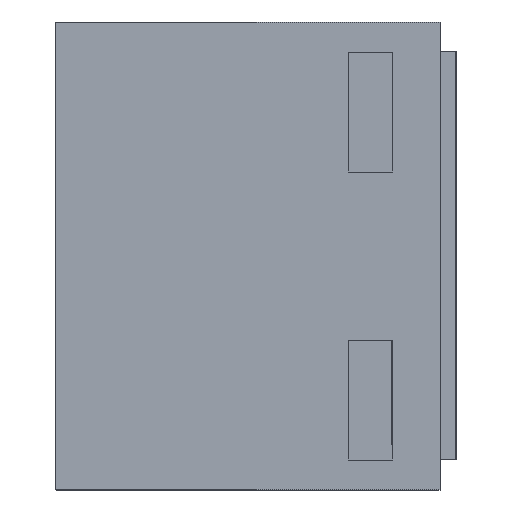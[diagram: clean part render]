
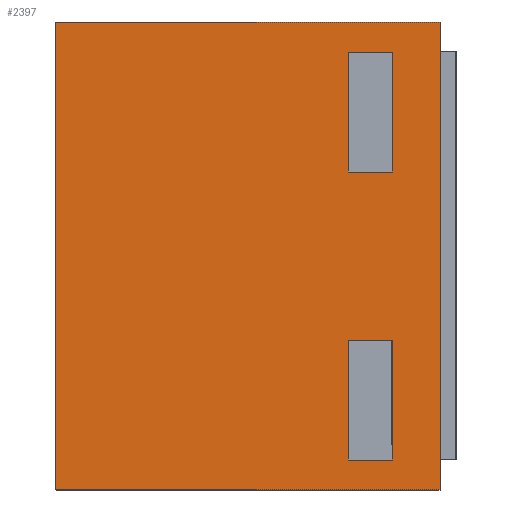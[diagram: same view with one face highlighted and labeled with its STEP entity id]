
A CAD part, left-side view. The second image highlights one B-rep face of the part: STEP entity #2397.
In plain terms, the highlighted planar face has unit normal (-1, 0, 0).
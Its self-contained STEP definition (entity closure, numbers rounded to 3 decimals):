
#11 = FACE_OUTER_BOUND ( 'NONE', #1166, .T. ) ;
#19 = DIRECTION ( 'NONE',  ( 0., -1., 0. ) ) ;
#60 = VECTOR ( 'NONE', #19, 1000. ) ;
#82 = CARTESIAN_POINT ( 'NONE',  ( -0.492, 0.135, -0.255 ) ) ;
#88 = DIRECTION ( 'NONE',  ( 0., 0., 1. ) ) ;
#162 = LINE ( 'NONE', #2116, #913 ) ;
#175 = CARTESIAN_POINT ( 'NONE',  ( -0.492, 0.135, -0.255 ) ) ;
#177 = ORIENTED_EDGE ( 'NONE', *, *, #946, .T. ) ;
#196 = CARTESIAN_POINT ( 'NONE',  ( -0.492, 0.5, -0.293 ) ) ;
#219 = PLANE ( 'NONE',  #796 ) ;
#256 = CARTESIAN_POINT ( 'NONE',  ( -0.492, 0.135, -0.255 ) ) ;
#287 = EDGE_CURVE ( 'NONE', #1916, #1836, #2090, .T. ) ;
#332 = VECTOR ( 'NONE', #1192, 1000. ) ;
#346 = ORIENTED_EDGE ( 'NONE', *, *, #1822, .F. ) ;
#384 = VECTOR ( 'NONE', #1191, 1000. ) ;
#406 = EDGE_CURVE ( 'NONE', #2547, #1563, #1877, .T. ) ;
#415 = VERTEX_POINT ( 'NONE', #2488 ) ;
#432 = VERTEX_POINT ( 'NONE', #2105 ) ;
#455 = VECTOR ( 'NONE', #1964, 1000. ) ;
#458 = LINE ( 'NONE', #1786, #332 ) ;
#508 = DIRECTION ( 'NONE',  ( 0., 1., 0. ) ) ;
#522 = ORIENTED_EDGE ( 'NONE', *, *, #2656, .T. ) ;
#609 = ORIENTED_EDGE ( 'NONE', *, *, #2047, .T. ) ;
#612 = CARTESIAN_POINT ( 'NONE',  ( -0.492, 0.135, 0.105 ) ) ;
#656 = ORIENTED_EDGE ( 'NONE', *, *, #1600, .T. ) ;
#678 = FACE_BOUND ( 'NONE', #2174, .T. ) ;
#740 = CARTESIAN_POINT ( 'NONE',  ( -0.492, 2.146, -0.293 ) ) ;
#786 = EDGE_CURVE ( 'NONE', #1942, #2685, #1409, .T. ) ;
#796 = AXIS2_PLACEMENT_3D ( 'NONE', #1708, #2317, #1676 ) ;
#809 = LINE ( 'NONE', #2365, #2263 ) ;
#817 = EDGE_CURVE ( 'NONE', #2581, #1974, #1540, .T. ) ;
#881 = VECTOR ( 'NONE', #1575, 1000. ) ;
#886 = VECTOR ( 'NONE', #1023, 1000. ) ;
#903 = CARTESIAN_POINT ( 'NONE',  ( -0.492, 0.135, 0.255 ) ) ;
#913 = VECTOR ( 'NONE', #1704, 1000. ) ;
#946 = EDGE_CURVE ( 'NONE', #415, #432, #1929, .T. ) ;
#975 = CARTESIAN_POINT ( 'NONE',  ( -0.492, 0.08, -0.255 ) ) ;
#998 = ORIENTED_EDGE ( 'NONE', *, *, #1314, .F. ) ;
#1002 = FACE_BOUND ( 'NONE', #2415, .T. ) ;
#1006 = ORIENTED_EDGE ( 'NONE', *, *, #817, .T. ) ;
#1023 = DIRECTION ( 'NONE',  ( 0., 1., 0. ) ) ;
#1039 = LINE ( 'NONE', #1360, #881 ) ;
#1072 = LINE ( 'NONE', #740, #455 ) ;
#1123 = ORIENTED_EDGE ( 'NONE', *, *, #786, .T. ) ;
#1139 = CARTESIAN_POINT ( 'NONE',  ( -0.492, 0.02, -0.293 ) ) ;
#1166 = EDGE_LOOP ( 'NONE', ( #346, #1673, #1006, #998 ) ) ;
#1191 = DIRECTION ( 'NONE',  ( 0., 0., 1. ) ) ;
#1192 = DIRECTION ( 'NONE',  ( 0., 0., -1. ) ) ;
#1226 = DIRECTION ( 'NONE',  ( 0., 0., 1. ) ) ;
#1314 = EDGE_CURVE ( 'NONE', #2086, #1974, #2267, .T. ) ;
#1360 = CARTESIAN_POINT ( 'NONE',  ( -0.492, 0.135, -0.105 ) ) ;
#1374 = VECTOR ( 'NONE', #508, 1000. ) ;
#1404 = CARTESIAN_POINT ( 'NONE',  ( -0.492, 0.02, 0.292 ) ) ;
#1409 = LINE ( 'NONE', #175, #2644 ) ;
#1465 = DIRECTION ( 'NONE',  ( 0., 0., -1. ) ) ;
#1540 = LINE ( 'NONE', #1404, #384 ) ;
#1549 = ORIENTED_EDGE ( 'NONE', *, *, #287, .T. ) ;
#1563 = VERTEX_POINT ( 'NONE', #975 ) ;
#1575 = DIRECTION ( 'NONE',  ( 0., -1., 0. ) ) ;
#1600 = EDGE_CURVE ( 'NONE', #2685, #2547, #1039, .T. ) ;
#1615 = VECTOR ( 'NONE', #1867, 1000. ) ;
#1628 = CARTESIAN_POINT ( 'NONE',  ( -0.492, 0.135, 0.255 ) ) ;
#1651 = EDGE_CURVE ( 'NONE', #1836, #415, #458, .T. ) ;
#1673 = ORIENTED_EDGE ( 'NONE', *, *, #2012, .T. ) ;
#1676 = DIRECTION ( 'NONE',  ( 0., 0., -1. ) ) ;
#1704 = DIRECTION ( 'NONE',  ( 0., 0., 1. ) ) ;
#1708 = CARTESIAN_POINT ( 'NONE',  ( -0.492, 2.146, 0.292 ) ) ;
#1762 = CARTESIAN_POINT ( 'NONE',  ( -0.492, 0.02, 0.292 ) ) ;
#1786 = CARTESIAN_POINT ( 'NONE',  ( -0.492, 0.08, 0.255 ) ) ;
#1810 = VERTEX_POINT ( 'NONE', #196 ) ;
#1822 = EDGE_CURVE ( 'NONE', #1810, #2086, #162, .T. ) ;
#1836 = VERTEX_POINT ( 'NONE', #1872 ) ;
#1867 = DIRECTION ( 'NONE',  ( 0., -1., 0. ) ) ;
#1872 = CARTESIAN_POINT ( 'NONE',  ( -0.492, 0.08, 0.255 ) ) ;
#1877 = LINE ( 'NONE', #2523, #2190 ) ;
#1916 = VERTEX_POINT ( 'NONE', #903 ) ;
#1929 = LINE ( 'NONE', #612, #886 ) ;
#1942 = VERTEX_POINT ( 'NONE', #256 ) ;
#1964 = DIRECTION ( 'NONE',  ( 0., -1., 0. ) ) ;
#1974 = VERTEX_POINT ( 'NONE', #1762 ) ;
#2012 = EDGE_CURVE ( 'NONE', #1810, #2581, #1072, .T. ) ;
#2047 = EDGE_CURVE ( 'NONE', #432, #1916, #809, .T. ) ;
#2086 = VERTEX_POINT ( 'NONE', #2197 ) ;
#2090 = LINE ( 'NONE', #1628, #1615 ) ;
#2105 = CARTESIAN_POINT ( 'NONE',  ( -0.492, 0.135, 0.105 ) ) ;
#2116 = CARTESIAN_POINT ( 'NONE',  ( -0.492, 0.5, 0.292 ) ) ;
#2123 = ORIENTED_EDGE ( 'NONE', *, *, #406, .T. ) ;
#2131 = CARTESIAN_POINT ( 'NONE',  ( -0.492, 0.135, -0.105 ) ) ;
#2174 = EDGE_LOOP ( 'NONE', ( #522, #1123, #656, #2123 ) ) ;
#2190 = VECTOR ( 'NONE', #1465, 1000. ) ;
#2197 = CARTESIAN_POINT ( 'NONE',  ( -0.492, 0.5, 0.292 ) ) ;
#2263 = VECTOR ( 'NONE', #88, 1000. ) ;
#2267 = LINE ( 'NONE', #2525, #60 ) ;
#2278 = ORIENTED_EDGE ( 'NONE', *, *, #1651, .T. ) ;
#2286 = CARTESIAN_POINT ( 'NONE',  ( -0.492, 0.08, -0.105 ) ) ;
#2317 = DIRECTION ( 'NONE',  ( 1., 0., 0. ) ) ;
#2365 = CARTESIAN_POINT ( 'NONE',  ( -0.492, 0.135, 0.255 ) ) ;
#2397 = ADVANCED_FACE ( 'NONE', ( #1002, #678, #11 ), #219, .F. ) ;
#2415 = EDGE_LOOP ( 'NONE', ( #609, #1549, #2278, #177 ) ) ;
#2488 = CARTESIAN_POINT ( 'NONE',  ( -0.492, 0.08, 0.105 ) ) ;
#2523 = CARTESIAN_POINT ( 'NONE',  ( -0.492, 0.08, -0.255 ) ) ;
#2525 = CARTESIAN_POINT ( 'NONE',  ( -0.492, 2.146, 0.292 ) ) ;
#2542 = LINE ( 'NONE', #82, #1374 ) ;
#2547 = VERTEX_POINT ( 'NONE', #2286 ) ;
#2581 = VERTEX_POINT ( 'NONE', #1139 ) ;
#2644 = VECTOR ( 'NONE', #1226, 1000. ) ;
#2656 = EDGE_CURVE ( 'NONE', #1563, #1942, #2542, .T. ) ;
#2685 = VERTEX_POINT ( 'NONE', #2131 ) ;
